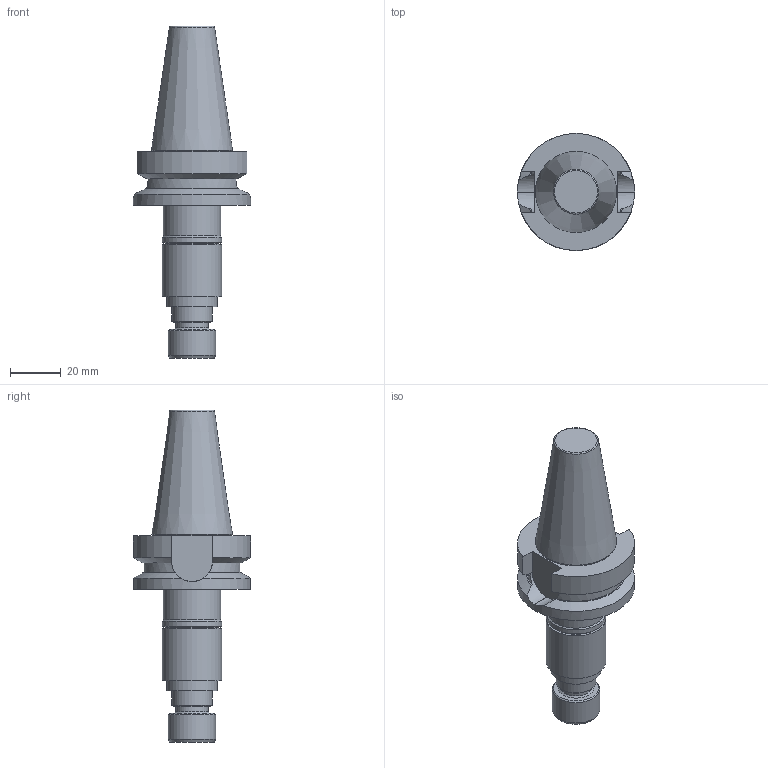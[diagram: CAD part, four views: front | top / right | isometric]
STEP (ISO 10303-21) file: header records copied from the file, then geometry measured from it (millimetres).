
FILE_DESCRIPTION(/* description */ (''),/* implementation_level */ '2;1');
FILE_NAME(/* name */ '1525676285627.stp',/* time_stamp */ '2018-05-07T08:58:15+02:00',/* author */ (''),/* organization */ ('SMS'),/* preprocessor_version */ 'ST-DEVELOPER v15',/* originating_system */ 'SIEMENS PLM Software NX 8.5',/* authorisation */ '');
FILE_SCHEMA (('AUTOMOTIVE_DESIGN { 1 0 10303 214 3 1 1 1 }'));
Length unit declared in the file: millimetre
Products named in the file (1): 112029224mod000_00
Bounding box: 45.98 x 45.98 x 130.4 mm (x, y, z)
Volume: 74658.8 mm3; surface area: 14648.4 mm2
Topology: 1 solids, 1 shells, 54 faces, 129 edges, 89 vertices
Faces by surface type: plane 23, cylinder 18, cone 12, torus 1
Full cylindrical faces by diameter (mm): 12.7 x1, 15.766 x1, 18.7 x1, 19.9 x1, 21 x1, 22.45 x1, 23.5 x2, 31.3 x1, 45.98 x1
Entity records: 1521 total; most frequent: CARTESIAN_POINT 305, DIRECTION 248, ORIENTED_EDGE 208, AXIS2_PLACEMENT_3D 106, EDGE_CURVE 104, EDGE_LOOP 82, VERTEX_POINT 80, FACE_BOUND 56
